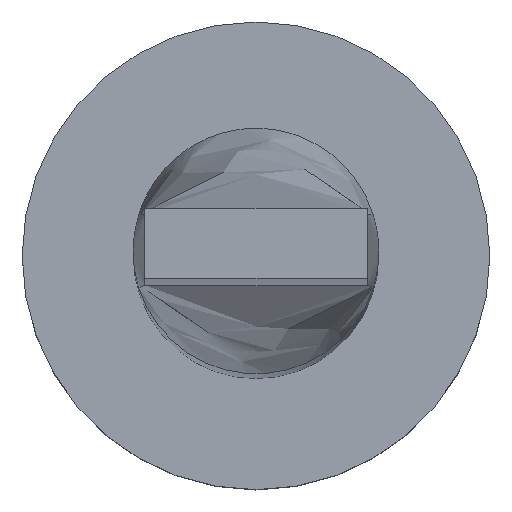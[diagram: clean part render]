
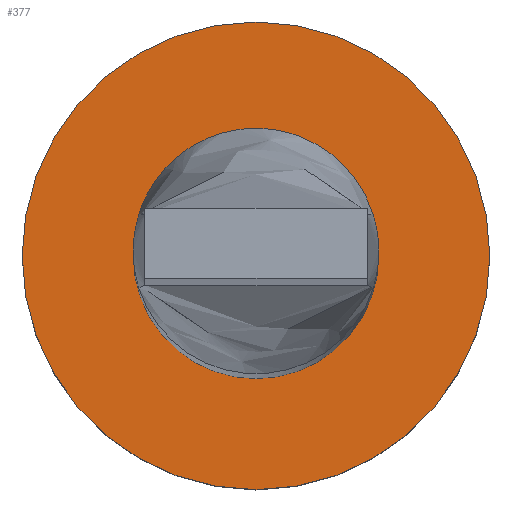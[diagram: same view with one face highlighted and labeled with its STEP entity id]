
A CAD part, top view. The second image highlights one B-rep face of the part: STEP entity #377.
In plain terms, the highlighted planar face has unit normal (0, 0, 1).
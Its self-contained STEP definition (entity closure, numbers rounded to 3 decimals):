
#14 = VERTEX_POINT ( 'NONE', #28 ) ;
#28 = CARTESIAN_POINT ( 'NONE',  ( -4., 0., 3. ) ) ;
#29 = ORIENTED_EDGE ( 'NONE', *, *, #419, .F. ) ;
#44 = CIRCLE ( 'NONE', #512, 4. ) ;
#49 = PLANE ( 'NONE',  #265 ) ;
#50 = ORIENTED_EDGE ( 'NONE', *, *, #526, .T. ) ;
#51 = AXIS2_PLACEMENT_3D ( 'NONE', #355, #167, #123 ) ;
#55 = DIRECTION ( 'NONE',  ( 0., 0., 1. ) ) ;
#57 = DIRECTION ( 'NONE',  ( 1., 0., 0. ) ) ;
#82 = ORIENTED_EDGE ( 'NONE', *, *, #89, .F. ) ;
#86 = VERTEX_POINT ( 'NONE', #417 ) ;
#89 = EDGE_CURVE ( 'NONE', #359, #286, #463, .T. ) ;
#105 = FACE_OUTER_BOUND ( 'NONE', #505, .T. ) ;
#123 = DIRECTION ( 'NONE',  ( 1., 0., 0. ) ) ;
#135 = EDGE_CURVE ( 'NONE', #14, #86, #44, .T. ) ;
#142 = DIRECTION ( 'NONE',  ( 0., 0., 1. ) ) ;
#144 = CARTESIAN_POINT ( 'NONE',  ( 2.1, 0., 3. ) ) ;
#145 = CIRCLE ( 'NONE', #171, 2.1 ) ;
#158 = DIRECTION ( 'NONE',  ( 1., 0., 0. ) ) ;
#167 = DIRECTION ( 'NONE',  ( 0., 0., 1. ) ) ;
#171 = AXIS2_PLACEMENT_3D ( 'NONE', #367, #55, #158 ) ;
#200 = DIRECTION ( 'NONE',  ( 1., 0., 0. ) ) ;
#240 = AXIS2_PLACEMENT_3D ( 'NONE', #382, #142, #57 ) ;
#247 = DIRECTION ( 'NONE',  ( 0., 0., 1. ) ) ;
#265 = AXIS2_PLACEMENT_3D ( 'NONE', #520, #247, #429 ) ;
#286 = VERTEX_POINT ( 'NONE', #144 ) ;
#291 = FACE_BOUND ( 'NONE', #430, .T. ) ;
#333 = CARTESIAN_POINT ( 'NONE',  ( 0., 0., 3. ) ) ;
#355 = CARTESIAN_POINT ( 'NONE',  ( 0., 0., 3. ) ) ;
#359 = VERTEX_POINT ( 'NONE', #475 ) ;
#367 = CARTESIAN_POINT ( 'NONE',  ( 0., 0., 3. ) ) ;
#377 = ADVANCED_FACE ( 'NONE', ( #291, #105 ), #49, .T. ) ;
#382 = CARTESIAN_POINT ( 'NONE',  ( 0., 0., 3. ) ) ;
#417 = CARTESIAN_POINT ( 'NONE',  ( 4., 0., 3. ) ) ;
#419 = EDGE_CURVE ( 'NONE', #286, #359, #145, .T. ) ;
#429 = DIRECTION ( 'NONE',  ( 1., 0., 0. ) ) ;
#430 = EDGE_LOOP ( 'NONE', ( #82, #29 ) ) ;
#463 = CIRCLE ( 'NONE', #240, 2.1 ) ;
#475 = CARTESIAN_POINT ( 'NONE',  ( -2.1, 0., 3. ) ) ;
#505 = EDGE_LOOP ( 'NONE', ( #558, #50 ) ) ;
#512 = AXIS2_PLACEMENT_3D ( 'NONE', #333, #524, #200 ) ;
#520 = CARTESIAN_POINT ( 'NONE',  ( 0., 0., 3. ) ) ;
#524 = DIRECTION ( 'NONE',  ( 0., 0., 1. ) ) ;
#526 = EDGE_CURVE ( 'NONE', #86, #14, #562, .T. ) ;
#558 = ORIENTED_EDGE ( 'NONE', *, *, #135, .T. ) ;
#562 = CIRCLE ( 'NONE', #51, 4. ) ;
